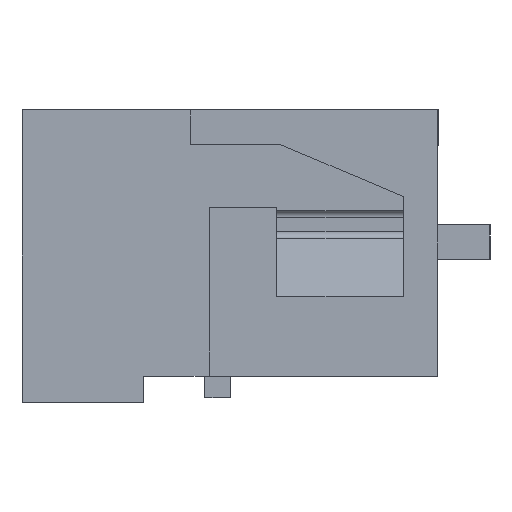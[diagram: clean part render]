
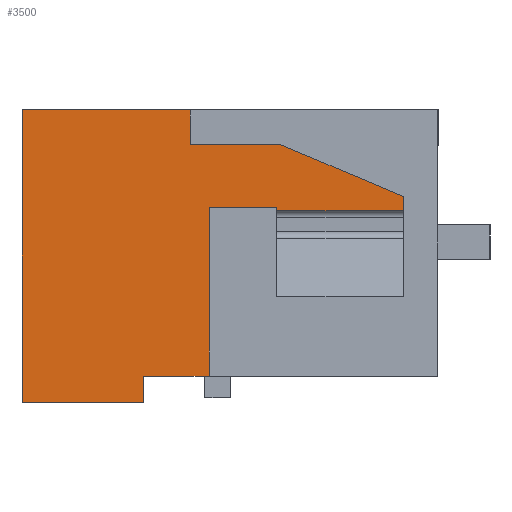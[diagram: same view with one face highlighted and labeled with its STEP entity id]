
A CAD part, left-side view. The second image highlights one B-rep face of the part: STEP entity #3500.
In plain terms, the highlighted planar face has unit normal (-1, 0, 0).
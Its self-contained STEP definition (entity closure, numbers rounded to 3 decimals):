
#3459=AXIS2_PLACEMENT_3D('Plane Axis2P3D',#3456,#3457,#3458) ;
#403=CARTESIAN_POINT('Vertex',(0.,8.1,0.75)) ;
#406=CARTESIAN_POINT('Line Origine',(0.,9.05,0.75)) ;
#410=CARTESIAN_POINT('Vertex',(0.,10.,0.75)) ;
#1183=CARTESIAN_POINT('Line Origine',(0.,11.073,8.43)) ;
#1187=CARTESIAN_POINT('Vertex',(0.,13.5,8.43)) ;
#1189=CARTESIAN_POINT('Vertex',(0.,8.646,8.43)) ;
#1272=CARTESIAN_POINT('Line Origine',(0.,8.646,7.929)) ;
#1276=CARTESIAN_POINT('Vertex',(0.,8.646,7.427)) ;
#1297=CARTESIAN_POINT('Line Origine',(0.,7.341,7.427)) ;
#1301=CARTESIAN_POINT('Vertex',(0.,6.035,7.427)) ;
#1356=CARTESIAN_POINT('Line Origine',(0.,4.268,6.678)) ;
#1360=CARTESIAN_POINT('Vertex',(0.,2.5,5.929)) ;
#1423=CARTESIAN_POINT('Line Origine',(0.,2.5,5.725)) ;
#1427=CARTESIAN_POINT('Vertex',(0.,2.5,5.52)) ;
#1560=CARTESIAN_POINT('Vertex',(0.,6.15,5.52)) ;
#1563=CARTESIAN_POINT('Line Origine',(0.,6.15,5.57)) ;
#1567=CARTESIAN_POINT('Vertex',(0.,6.15,5.62)) ;
#1632=CARTESIAN_POINT('Line Origine',(0.,7.125,5.62)) ;
#1636=CARTESIAN_POINT('Vertex',(0.,8.1,5.62)) ;
#1691=CARTESIAN_POINT('Line Origine',(0.,8.1,3.185)) ;
#3456=CARTESIAN_POINT('Axis2P3D Location',(0.,-1.7,0.)) ;
#3461=CARTESIAN_POINT('Line Origine',(0.,4.325,5.52)) ;
#3466=CARTESIAN_POINT('Line Origine',(0.,13.5,4.215)) ;
#3470=CARTESIAN_POINT('Vertex',(0.,13.5,0.)) ;
#3473=CARTESIAN_POINT('Line Origine',(0.,11.75,0.)) ;
#3477=CARTESIAN_POINT('Vertex',(0.,10.,0.)) ;
#3480=CARTESIAN_POINT('Line Origine',(0.,10.,0.375)) ;
#407=DIRECTION('Vector Direction',(0.,-1.,0.)) ;
#1184=DIRECTION('Vector Direction',(0.,-1.,0.)) ;
#1273=DIRECTION('Vector Direction',(0.,0.,1.)) ;
#1298=DIRECTION('Vector Direction',(0.,1.,0.)) ;
#1357=DIRECTION('Vector Direction',(0.,-0.921,-0.39)) ;
#1424=DIRECTION('Vector Direction',(0.,0.,-1.)) ;
#1564=DIRECTION('Vector Direction',(0.,0.,-1.)) ;
#1633=DIRECTION('Vector Direction',(0.,-1.,0.)) ;
#1692=DIRECTION('Vector Direction',(0.,0.,1.)) ;
#3457=DIRECTION('Axis2P3D Direction',(1.,0.,0.)) ;
#3458=DIRECTION('Axis2P3D XDirection',(0.,-1.,0.)) ;
#3462=DIRECTION('Vector Direction',(0.,1.,0.)) ;
#3467=DIRECTION('Vector Direction',(0.,0.,1.)) ;
#3474=DIRECTION('Vector Direction',(0.,-1.,0.)) ;
#3481=DIRECTION('Vector Direction',(0.,0.,-1.)) ;
#408=VECTOR('Line Direction',#407,1.) ;
#1185=VECTOR('Line Direction',#1184,1.) ;
#1274=VECTOR('Line Direction',#1273,1.) ;
#1299=VECTOR('Line Direction',#1298,1.) ;
#1358=VECTOR('Line Direction',#1357,1.) ;
#1425=VECTOR('Line Direction',#1424,1.) ;
#1565=VECTOR('Line Direction',#1564,1.) ;
#1634=VECTOR('Line Direction',#1633,1.) ;
#1693=VECTOR('Line Direction',#1692,1.) ;
#3463=VECTOR('Line Direction',#3462,1.) ;
#3468=VECTOR('Line Direction',#3467,1.) ;
#3475=VECTOR('Line Direction',#3474,1.) ;
#3482=VECTOR('Line Direction',#3481,1.) ;
#3486=ORIENTED_EDGE('',*,*,#3465,.F.) ;
#3487=ORIENTED_EDGE('',*,*,#1429,.F.) ;
#3488=ORIENTED_EDGE('',*,*,#1362,.F.) ;
#3489=ORIENTED_EDGE('',*,*,#1303,.F.) ;
#3490=ORIENTED_EDGE('',*,*,#1278,.F.) ;
#3491=ORIENTED_EDGE('',*,*,#1191,.F.) ;
#3492=ORIENTED_EDGE('',*,*,#3472,.F.) ;
#3493=ORIENTED_EDGE('',*,*,#3479,.F.) ;
#3494=ORIENTED_EDGE('',*,*,#3484,.F.) ;
#3495=ORIENTED_EDGE('',*,*,#412,.F.) ;
#3496=ORIENTED_EDGE('',*,*,#1695,.F.) ;
#3497=ORIENTED_EDGE('',*,*,#1638,.F.) ;
#3498=ORIENTED_EDGE('',*,*,#1569,.F.) ;
#3500=ADVANCED_FACE('HOUSING',(#3499),#3460,.F.) ;
#412=EDGE_CURVE('',#404,#411,#409,.F.) ;
#1191=EDGE_CURVE('',#1188,#1190,#1186,.T.) ;
#1278=EDGE_CURVE('',#1190,#1277,#1275,.F.) ;
#1303=EDGE_CURVE('',#1277,#1302,#1300,.F.) ;
#1362=EDGE_CURVE('',#1302,#1361,#1359,.T.) ;
#1429=EDGE_CURVE('',#1361,#1428,#1426,.T.) ;
#1569=EDGE_CURVE('',#1561,#1568,#1566,.F.) ;
#1638=EDGE_CURVE('',#1568,#1637,#1635,.F.) ;
#1695=EDGE_CURVE('',#1637,#404,#1694,.F.) ;
#3465=EDGE_CURVE('',#1428,#1561,#3464,.T.) ;
#3472=EDGE_CURVE('',#3471,#1188,#3469,.T.) ;
#3479=EDGE_CURVE('',#3478,#3471,#3476,.F.) ;
#3484=EDGE_CURVE('',#411,#3478,#3483,.T.) ;
#3485=EDGE_LOOP('',(#3486,#3487,#3488,#3489,#3490,#3491,#3492,#3493,#3494,#3495,#3496,#3497,#3498)) ;
#3499=FACE_OUTER_BOUND('',#3485,.T.) ;
#409=LINE('Line',#406,#408) ;
#1186=LINE('Line',#1183,#1185) ;
#1275=LINE('Line',#1272,#1274) ;
#1300=LINE('Line',#1297,#1299) ;
#1359=LINE('Line',#1356,#1358) ;
#1426=LINE('Line',#1423,#1425) ;
#1566=LINE('Line',#1563,#1565) ;
#1635=LINE('Line',#1632,#1634) ;
#1694=LINE('Line',#1691,#1693) ;
#3464=LINE('Line',#3461,#3463) ;
#3469=LINE('Line',#3466,#3468) ;
#3476=LINE('Line',#3473,#3475) ;
#3483=LINE('Line',#3480,#3482) ;
#3460=PLANE('',#3459) ;
#404=VERTEX_POINT('',#403) ;
#411=VERTEX_POINT('',#410) ;
#1188=VERTEX_POINT('',#1187) ;
#1190=VERTEX_POINT('',#1189) ;
#1277=VERTEX_POINT('',#1276) ;
#1302=VERTEX_POINT('',#1301) ;
#1361=VERTEX_POINT('',#1360) ;
#1428=VERTEX_POINT('',#1427) ;
#1561=VERTEX_POINT('',#1560) ;
#1568=VERTEX_POINT('',#1567) ;
#1637=VERTEX_POINT('',#1636) ;
#3471=VERTEX_POINT('',#3470) ;
#3478=VERTEX_POINT('',#3477) ;
